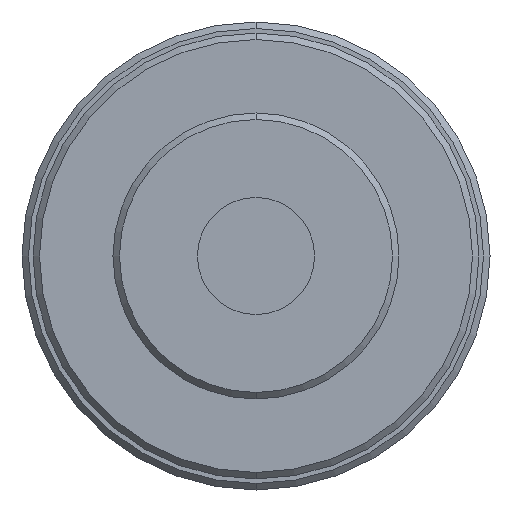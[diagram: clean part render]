
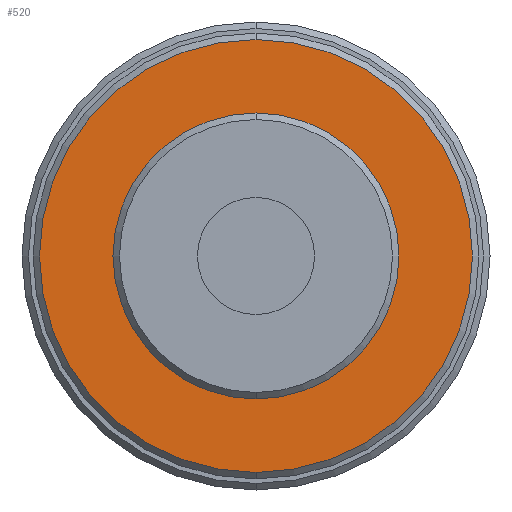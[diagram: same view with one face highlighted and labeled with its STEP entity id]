
A CAD part, front view. The second image highlights one B-rep face of the part: STEP entity #520.
In plain terms, the highlighted planar face has unit normal (0, -1, 0).
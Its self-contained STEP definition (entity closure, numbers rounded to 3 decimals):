
#194 = VERTEX_POINT ( 'NONE', #1152 ) ;
#203 = VERTEX_POINT ( 'NONE', #1255 ) ;
#221 = VERTEX_POINT ( 'NONE', #1196 ) ;
#222 = VERTEX_POINT ( 'NONE', #1062 ) ;
#244 = EDGE_LOOP ( 'NONE', ( #334, #336 ) ) ;
#245 = EDGE_LOOP ( 'NONE', ( #333, #337 ) ) ;
#333 = ORIENTED_EDGE ( 'NONE', *, *, #662, .F. ) ;
#334 = ORIENTED_EDGE ( 'NONE', *, *, #553, .T. ) ;
#336 = ORIENTED_EDGE ( 'NONE', *, *, #659, .T. ) ;
#337 = ORIENTED_EDGE ( 'NONE', *, *, #515, .F. ) ;
#515 = EDGE_CURVE ( 'NONE', #203, #221, #969, .T. ) ;
#520 = ADVANCED_FACE ( 'NONE', ( #770, #794 ), #1278, .T. ) ;
#553 = EDGE_CURVE ( 'NONE', #222, #194, #856, .T. ) ;
#659 = EDGE_CURVE ( 'NONE', #194, #222, #834, .T. ) ;
#662 = EDGE_CURVE ( 'NONE', #221, #203, #919, .T. ) ;
#702 = AXIS2_PLACEMENT_3D ( 'NONE', #1467, #1481, #1075 ) ;
#725 = AXIS2_PLACEMENT_3D ( 'NONE', #1015, #1035, #1076 ) ;
#770 = FACE_OUTER_BOUND ( 'NONE', #244, .T. ) ;
#783 = AXIS2_PLACEMENT_3D ( 'NONE', #1321, #1161, #1367 ) ;
#794 = FACE_BOUND ( 'NONE', #245, .T. ) ;
#834 = CIRCLE ( 'NONE', #1791, 16.65 ) ;
#856 = CIRCLE ( 'NONE', #725, 16.65 ) ;
#919 = CIRCLE ( 'NONE', #1756, 11. ) ;
#969 = CIRCLE ( 'NONE', #702, 11. ) ;
#1015 = CARTESIAN_POINT ( 'NONE',  ( 0., 1.5, 0. ) ) ;
#1035 = DIRECTION ( 'NONE',  ( 0., -1., 0. ) ) ;
#1062 = CARTESIAN_POINT ( 'NONE',  ( 0., 1.5, 16.65 ) ) ;
#1075 = DIRECTION ( 'NONE',  ( 0., 0., -1. ) ) ;
#1076 = DIRECTION ( 'NONE',  ( 0., 0., -1. ) ) ;
#1152 = CARTESIAN_POINT ( 'NONE',  ( 0., 1.5, -16.65 ) ) ;
#1161 = DIRECTION ( 'NONE',  ( 0., -1., 0. ) ) ;
#1196 = CARTESIAN_POINT ( 'NONE',  ( 0., 1.5, -11. ) ) ;
#1255 = CARTESIAN_POINT ( 'NONE',  ( 0., 1.5, 11. ) ) ;
#1278 = PLANE ( 'NONE',  #783 ) ;
#1321 = CARTESIAN_POINT ( 'NONE',  ( 0., 1.5, 0. ) ) ;
#1367 = DIRECTION ( 'NONE',  ( 0., 0., -1. ) ) ;
#1467 = CARTESIAN_POINT ( 'NONE',  ( 0., 1.5, 0. ) ) ;
#1481 = DIRECTION ( 'NONE',  ( 0., -1., 0. ) ) ;
#1756 = AXIS2_PLACEMENT_3D ( 'NONE', #2116, #2112, #2111 ) ;
#1791 = AXIS2_PLACEMENT_3D ( 'NONE', #2128, #2121, #2120 ) ;
#2111 = DIRECTION ( 'NONE',  ( 0., 0., -1. ) ) ;
#2112 = DIRECTION ( 'NONE',  ( 0., -1., 0. ) ) ;
#2116 = CARTESIAN_POINT ( 'NONE',  ( 0., 1.5, 0. ) ) ;
#2120 = DIRECTION ( 'NONE',  ( 0., 0., -1. ) ) ;
#2121 = DIRECTION ( 'NONE',  ( 0., -1., 0. ) ) ;
#2128 = CARTESIAN_POINT ( 'NONE',  ( 0., 1.5, 0. ) ) ;
